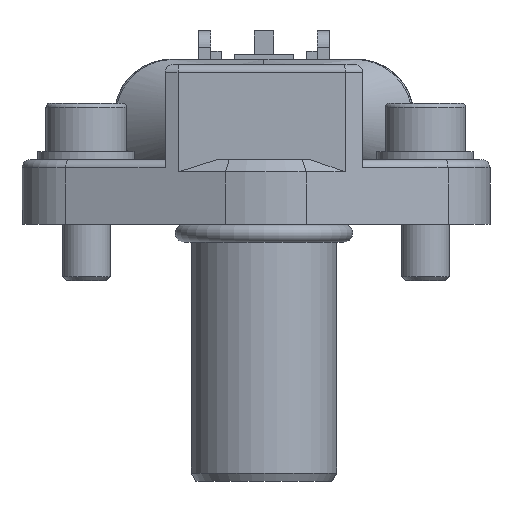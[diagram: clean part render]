
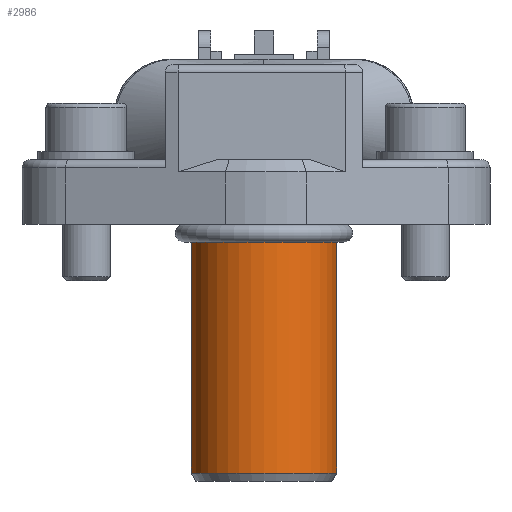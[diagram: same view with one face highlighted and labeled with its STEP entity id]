
A CAD part, left-side view. The second image highlights one B-rep face of the part: STEP entity #2986.
In plain terms, the highlighted cylindrical face has radius 9 mm (diameter 18 mm), a full revolution.
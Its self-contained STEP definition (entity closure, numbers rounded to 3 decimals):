
#2454=CYLINDRICAL_SURFACE('',#9610,9.);
#2561=FACE_BOUND('',#4018,.T.);
#2562=FACE_BOUND('',#4019,.T.);
#2986=ADVANCED_FACE('',(#2561,#2562),#2454,.T.);
#4018=EDGE_LOOP('',(#5640));
#4019=EDGE_LOOP('',(#5641));
#4300=CIRCLE('',#9545,9.);
#4334=CIRCLE('',#9609,9.);
#5640=ORIENTED_EDGE('',*,*,#7492,.T.);
#5641=ORIENTED_EDGE('',*,*,#7566,.T.);
#6661=VERTEX_POINT('',#14923);
#6722=VERTEX_POINT('',#15080);
#7492=EDGE_CURVE('',#6661,#6661,#4300,.T.);
#7566=EDGE_CURVE('',#6722,#6722,#4334,.T.);
#9545=AXIS2_PLACEMENT_3D('',#14922,#10865,#10866);
#9609=AXIS2_PLACEMENT_3D('',#15079,#11025,#11026);
#9610=AXIS2_PLACEMENT_3D('',#15081,#11027,#11028);
#10865=DIRECTION('',(0.,0.,1.));
#10866=DIRECTION('',(1.,0.,0.));
#11025=DIRECTION('',(0.,0.,-1.));
#11026=DIRECTION('',(1.,0.,0.));
#11027=DIRECTION('',(0.,0.,1.));
#11028=DIRECTION('',(1.,0.,0.));
#14922=CARTESIAN_POINT('',(0.,0.,-14.2));
#14923=CARTESIAN_POINT('',(9.,0.,-14.2));
#15079=CARTESIAN_POINT('',(0.,0.,16.6));
#15080=CARTESIAN_POINT('',(9.,0.,16.6));
#15081=CARTESIAN_POINT('',(0.,0.,8.6));
